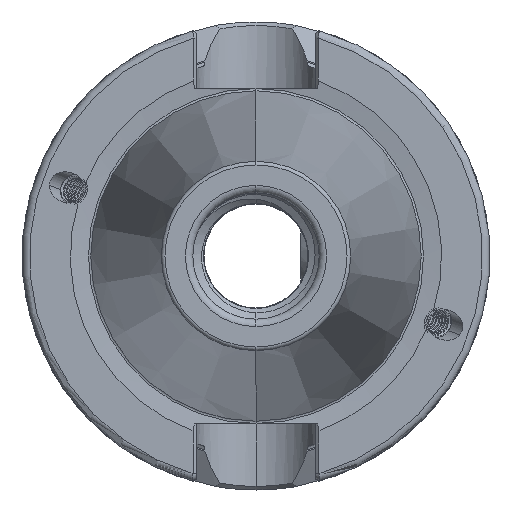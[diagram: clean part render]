
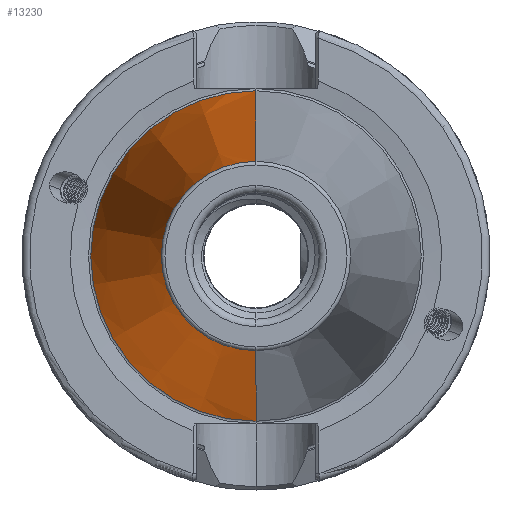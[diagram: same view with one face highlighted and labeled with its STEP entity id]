
A CAD part, left-side view. The second image highlights one B-rep face of the part: STEP entity #13230.
In plain terms, the highlighted conical face has half-angle 8.297 degrees and reference radius 22.24 mm.
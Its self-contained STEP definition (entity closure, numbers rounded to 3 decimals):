
#701 = CARTESIAN_POINT ( 'NONE',  ( -0.9, 0., 0. ) ) ;
#704 = DIRECTION ( 'NONE',  ( 1., 0., 0. ) ) ;
#741 = DIRECTION ( 'NONE',  ( 0., 0., -1. ) ) ;
#4148 = ORIENTED_EDGE ( 'NONE', *, *, #7714, .F. ) ;
#4180 = ORIENTED_EDGE ( 'NONE', *, *, #7702, .F. ) ;
#4190 = ORIENTED_EDGE ( 'NONE', *, *, #7626, .T. ) ;
#4335 = CONICAL_SURFACE ( 'NONE', #5483, 22.24, 0.145 ) ;
#4390 = FACE_OUTER_BOUND ( 'NONE', #19263, .T. ) ;
#5144 = ORIENTED_EDGE ( 'NONE', *, *, #7686, .T. ) ;
#5483 = AXIS2_PLACEMENT_3D ( 'NONE', #701, #704, #741 ) ;
#5763 = DIRECTION ( 'NONE',  ( 0., 0., -1. ) ) ;
#5769 = CARTESIAN_POINT ( 'NONE',  ( -65.972, 0., 0. ) ) ;
#5774 = DIRECTION ( 'NONE',  ( 1., 0., 0. ) ) ;
#6084 = CARTESIAN_POINT ( 'NONE',  ( -0.9, 0., 22.24 ) ) ;
#6094 = DIRECTION ( 'NONE',  ( 0.99, 0., 0.144 ) ) ;
#7626 = EDGE_CURVE ( 'NONE', #11716, #11749, #19133, .T. ) ;
#7686 = EDGE_CURVE ( 'NONE', #11749, #11784, #19177, .T. ) ;
#7702 = EDGE_CURVE ( 'NONE', #11730, #11784, #19210, .T. ) ;
#7714 = EDGE_CURVE ( 'NONE', #11716, #11730, #19186, .T. ) ;
#11716 = VERTEX_POINT ( 'NONE', #18335 ) ;
#11730 = VERTEX_POINT ( 'NONE', #18321 ) ;
#11749 = VERTEX_POINT ( 'NONE', #18324 ) ;
#11784 = VERTEX_POINT ( 'NONE', #18404 ) ;
#13230 = ADVANCED_FACE ( 'NONE', ( #4390 ), #4335, .T. ) ;
#14817 = DIRECTION ( 'NONE',  ( 0.99, 0., -0.144 ) ) ;
#14820 = CARTESIAN_POINT ( 'NONE',  ( -0.9, 0., -22.24 ) ) ;
#15797 = DIRECTION ( 'NONE',  ( 1., 0., 0. ) ) ;
#15813 = CARTESIAN_POINT ( 'NONE',  ( -0.9, 0., 0. ) ) ;
#15817 = DIRECTION ( 'NONE',  ( 0., 0., -1. ) ) ;
#15827 = AXIS2_PLACEMENT_3D ( 'NONE', #15813, #15797, #15817 ) ;
#15844 = AXIS2_PLACEMENT_3D ( 'NONE', #5769, #5774, #5763 ) ;
#18321 = CARTESIAN_POINT ( 'NONE',  ( -0.9, 0., -22.24 ) ) ;
#18324 = CARTESIAN_POINT ( 'NONE',  ( -65.972, 0., 12.75 ) ) ;
#18335 = CARTESIAN_POINT ( 'NONE',  ( -65.972, 0., -12.75 ) ) ;
#18404 = CARTESIAN_POINT ( 'NONE',  ( -0.9, 0., 22.24 ) ) ;
#19133 = CIRCLE ( 'NONE', #15844, 12.75 ) ;
#19177 = LINE ( 'NONE', #6084, #19205 ) ;
#19186 = LINE ( 'NONE', #14820, #19204 ) ;
#19204 = VECTOR ( 'NONE', #14817, 1000. ) ;
#19205 = VECTOR ( 'NONE', #6094, 1000. ) ;
#19210 = CIRCLE ( 'NONE', #15827, 22.24 ) ;
#19263 = EDGE_LOOP ( 'NONE', ( #4190, #5144, #4180, #4148 ) ) ;
